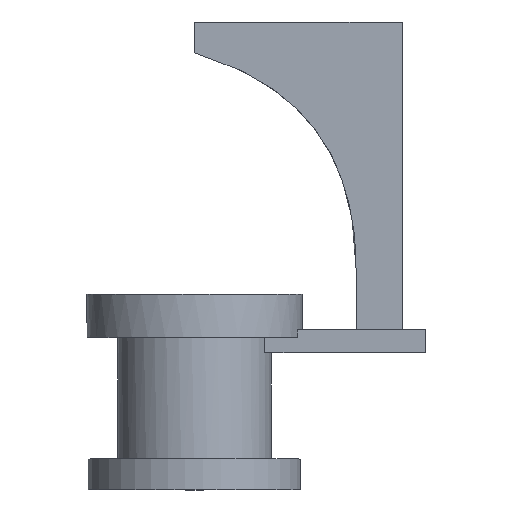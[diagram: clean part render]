
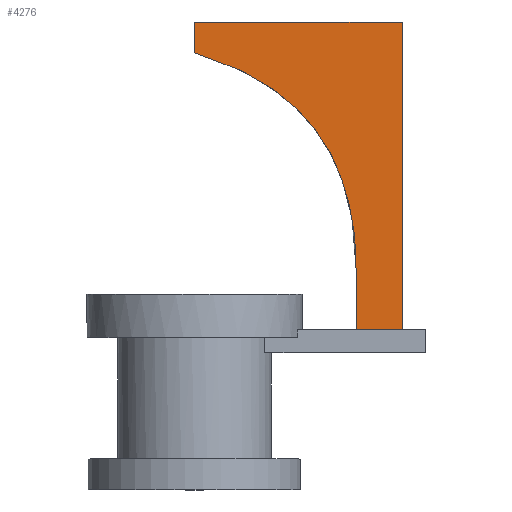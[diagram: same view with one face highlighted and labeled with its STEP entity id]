
A CAD part, top view. The second image highlights one B-rep face of the part: STEP entity #4276.
In plain terms, the highlighted planar face has unit normal (0, 0, 1).
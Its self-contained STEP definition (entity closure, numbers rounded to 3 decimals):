
#131=B_SPLINE_CURVE_WITH_KNOTS('',3,(#27950,#27951,#27952,#27953),
 .UNSPECIFIED.,.F.,.F.,(4,4),(0.,19.094),.UNSPECIFIED.);
#400=PLANE('',#4721);
#586=FACE_OUTER_BOUND('',#833,.T.);
#833=EDGE_LOOP('',(#3629,#3630,#3631,#3632,#3633,#3634));
#1098=LINE('',#27931,#1373);
#1102=LINE('',#27939,#1377);
#1106=LINE('',#27961,#1381);
#1109=LINE('',#27967,#1384);
#1112=LINE('',#27972,#1387);
#1373=VECTOR('',#5579,10.);
#1377=VECTOR('',#5585,10.);
#1381=VECTOR('',#5591,10.);
#1384=VECTOR('',#5596,10.);
#1387=VECTOR('',#5601,10.);
#1952=VERTEX_POINT('',#27929);
#1953=VERTEX_POINT('',#27930);
#1956=VERTEX_POINT('',#27938);
#1958=VERTEX_POINT('',#27949);
#1960=VERTEX_POINT('',#27960);
#1962=VERTEX_POINT('',#27966);
#2528=EDGE_CURVE('',#1952,#1953,#1098,.T.);
#2532=EDGE_CURVE('',#1956,#1952,#1102,.T.);
#2535=EDGE_CURVE('',#1958,#1956,#131,.T.);
#2538=EDGE_CURVE('',#1960,#1958,#1106,.T.);
#2541=EDGE_CURVE('',#1962,#1960,#1109,.T.);
#2544=EDGE_CURVE('',#1953,#1962,#1112,.T.);
#3629=ORIENTED_EDGE('',*,*,#2535,.T.);
#3630=ORIENTED_EDGE('',*,*,#2532,.T.);
#3631=ORIENTED_EDGE('',*,*,#2528,.T.);
#3632=ORIENTED_EDGE('',*,*,#2544,.T.);
#3633=ORIENTED_EDGE('',*,*,#2541,.T.);
#3634=ORIENTED_EDGE('',*,*,#2538,.T.);
#4276=ADVANCED_FACE('',(#586),#400,.F.);
#4721=AXIS2_PLACEMENT_3D('',#27975,#5605,#5606);
#5579=DIRECTION('',(1.,0.,0.));
#5585=DIRECTION('',(0.,-1.,0.));
#5591=DIRECTION('',(0.,-1.,0.));
#5596=DIRECTION('',(-1.,0.,0.));
#5601=DIRECTION('',(0.,1.,0.));
#5605=DIRECTION('center_axis',(0.,0.,-1.));
#5606=DIRECTION('ref_axis',(-1.,0.,0.));
#27929=CARTESIAN_POINT('',(105.,-15.,5.));
#27930=CARTESIAN_POINT('',(135.,-15.,5.));
#27931=CARTESIAN_POINT('',(86.25,-15.,5.));
#27938=CARTESIAN_POINT('',(105.,40.,5.));
#27939=CARTESIAN_POINT('',(105.,66.25,5.));
#27949=CARTESIAN_POINT('',(0.,180.,5.));
#27950=CARTESIAN_POINT('Ctrl Pts',(0.,180.,5.));
#27951=CARTESIAN_POINT('Ctrl Pts',(70.,159.583,5.));
#27952=CARTESIAN_POINT('Ctrl Pts',(105.,112.917,5.));
#27953=CARTESIAN_POINT('Ctrl Pts',(105.,40.,5.));
#27960=CARTESIAN_POINT('',(0.,200.,5.));
#27961=CARTESIAN_POINT('',(0.,146.25,5.));
#27966=CARTESIAN_POINT('',(135.,200.,5.));
#27967=CARTESIAN_POINT('',(101.25,200.,5.));
#27972=CARTESIAN_POINT('',(135.,38.75,5.));
#27975=CARTESIAN_POINT('Origin',(67.5,92.5,5.));
